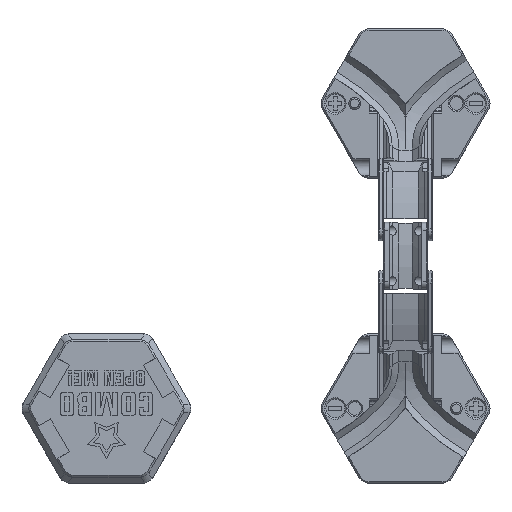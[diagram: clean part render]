
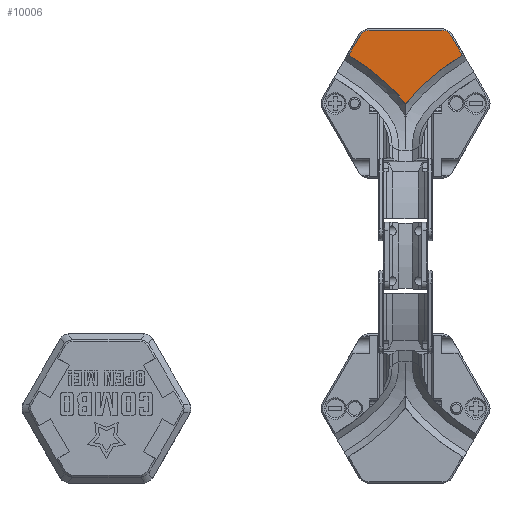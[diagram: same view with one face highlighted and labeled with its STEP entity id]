
A CAD part, top view. The second image highlights one B-rep face of the part: STEP entity #10006.
In plain terms, the highlighted planar face has unit normal (0, 0, 1).
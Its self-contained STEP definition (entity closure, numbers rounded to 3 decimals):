
#406=CIRCLE('',#10480,3.5);
#408=CIRCLE('',#10484,3.5);
#892=FACE_OUTER_BOUND('',#1465,.T.);
#1465=EDGE_LOOP('',(#8367,#8368,#8369,#8370,#8371,#8372,#8373,#8374));
#1883=B_SPLINE_CURVE_WITH_KNOTS('',3,(#17166,#17167,#17168,#17169,#17170,
#17171,#17172,#17173,#17174,#17175,#17176,#17177,#17178),.UNSPECIFIED.,
 .F.,.F.,(4,3,3,3,4),(0.683,0.848,0.954,
1.179,1.384),.UNSPECIFIED.);
#1909=B_SPLINE_CURVE_WITH_KNOTS('',3,(#17827,#17828,#17829,#17830,#17831,
#17832),.UNSPECIFIED.,.F.,.F.,(4,2,4),(0.05,1.767,
2.477),.UNSPECIFIED.);
#2569=LINE('',#17003,#3526);
#2572=LINE('',#17014,#3529);
#2575=LINE('',#17029,#3532);
#2651=LINE('',#18260,#3608);
#3526=VECTOR('',#12011,10.);
#3529=VECTOR('',#12022,10.);
#3532=VECTOR('',#12033,10.);
#3608=VECTOR('',#12251,10.);
#4477=VERTEX_POINT('',#16993);
#4480=VERTEX_POINT('',#17001);
#4482=VERTEX_POINT('',#17006);
#4484=VERTEX_POINT('',#17012);
#4486=VERTEX_POINT('',#17018);
#4488=VERTEX_POINT('',#17024);
#4511=VERTEX_POINT('',#17165);
#4573=VERTEX_POINT('',#17822);
#5723=EDGE_CURVE('',#4480,#4477,#2569,.T.);
#5725=EDGE_CURVE('',#4482,#4480,#406,.T.);
#5728=EDGE_CURVE('',#4484,#4482,#2572,.T.);
#5731=EDGE_CURVE('',#4486,#4484,#408,.T.);
#5734=EDGE_CURVE('',#4488,#4486,#2575,.T.);
#5767=EDGE_CURVE('',#4511,#4477,#1883,.T.);
#5875=EDGE_CURVE('',#4488,#4573,#1909,.T.);
#5891=EDGE_CURVE('',#4573,#4511,#2651,.T.);
#8367=ORIENTED_EDGE('',*,*,#5734,.F.);
#8368=ORIENTED_EDGE('',*,*,#5875,.T.);
#8369=ORIENTED_EDGE('',*,*,#5891,.T.);
#8370=ORIENTED_EDGE('',*,*,#5767,.T.);
#8371=ORIENTED_EDGE('',*,*,#5723,.F.);
#8372=ORIENTED_EDGE('',*,*,#5725,.F.);
#8373=ORIENTED_EDGE('',*,*,#5728,.F.);
#8374=ORIENTED_EDGE('',*,*,#5731,.F.);
#9526=PLANE('',#10558);
#10006=ADVANCED_FACE('',(#892),#9526,.F.);
#10480=AXIS2_PLACEMENT_3D('',#17008,#12015,#12016);
#10484=AXIS2_PLACEMENT_3D('',#17020,#12027,#12028);
#10558=AXIS2_PLACEMENT_3D('',#18261,#12252,#12253);
#12011=DIRECTION('',(0.5,-0.866,0.));
#12015=DIRECTION('center_axis',(0.,0.,-1.));
#12016=DIRECTION('ref_axis',(0.5,0.866,0.));
#12022=DIRECTION('',(1.,0.,0.));
#12027=DIRECTION('center_axis',(0.,0.,-1.));
#12028=DIRECTION('ref_axis',(-0.5,0.866,0.));
#12033=DIRECTION('',(0.5,0.866,0.));
#12251=DIRECTION('',(1.,0.,0.));
#12252=DIRECTION('center_axis',(0.,0.,-1.));
#12253=DIRECTION('ref_axis',(-1.,0.,0.));
#16993=CARTESIAN_POINT('',(18.969,16.145,15.));
#17001=CARTESIAN_POINT('',(15.155,22.75,15.));
#17003=CARTESIAN_POINT('',(24.826,6.,15.));
#17006=CARTESIAN_POINT('',(12.124,24.5,15.));
#17008=CARTESIAN_POINT('Origin',(12.124,21.,15.));
#17012=CARTESIAN_POINT('',(-12.124,24.5,15.));
#17014=CARTESIAN_POINT('',(7.217,24.5,15.));
#17018=CARTESIAN_POINT('',(-15.155,22.75,15.));
#17020=CARTESIAN_POINT('Origin',(-12.124,21.,15.));
#17024=CARTESIAN_POINT('',(-18.969,16.145,15.));
#17029=CARTESIAN_POINT('',(-17.609,18.5,15.));
#17165=CARTESIAN_POINT('',(0.077,0.,15.));
#17166=CARTESIAN_POINT('Ctrl Pts',(0.077,0.,
15.));
#17167=CARTESIAN_POINT('Ctrl Pts',(1.242,1.553,15.));
#17168=CARTESIAN_POINT('Ctrl Pts',(2.535,3.029,15.));
#17169=CARTESIAN_POINT('Ctrl Pts',(3.863,4.399,15.));
#17170=CARTESIAN_POINT('Ctrl Pts',(4.716,5.278,15.));
#17171=CARTESIAN_POINT('Ctrl Pts',(5.595,6.127,15.));
#17172=CARTESIAN_POINT('Ctrl Pts',(6.523,6.973,15.));
#17173=CARTESIAN_POINT('Ctrl Pts',(8.486,8.763,15.));
#17174=CARTESIAN_POINT('Ctrl Pts',(10.623,10.495,15.));
#17175=CARTESIAN_POINT('Ctrl Pts',(12.827,12.103,15.));
#17176=CARTESIAN_POINT('Ctrl Pts',(14.844,13.574,15.));
#17177=CARTESIAN_POINT('Ctrl Pts',(16.917,14.941,15.));
#17178=CARTESIAN_POINT('Ctrl Pts',(18.969,16.145,15.));
#17822=CARTESIAN_POINT('',(-0.077,0.,15.));
#17827=CARTESIAN_POINT('Ctrl Pts',(-18.969,16.145,15.));
#17828=CARTESIAN_POINT('Ctrl Pts',(-14.006,13.23,15.));
#17829=CARTESIAN_POINT('Ctrl Pts',(-8.942,9.402,15.));
#17830=CARTESIAN_POINT('Ctrl Pts',(-3.21,3.785,15.));
#17831=CARTESIAN_POINT('Ctrl Pts',(-1.544,1.956,15.));
#17832=CARTESIAN_POINT('Ctrl Pts',(-0.077,0.,
15.));
#18260=CARTESIAN_POINT('',(3.75,0.,15.));
#18261=CARTESIAN_POINT('Origin',(0.,0.,
15.));
